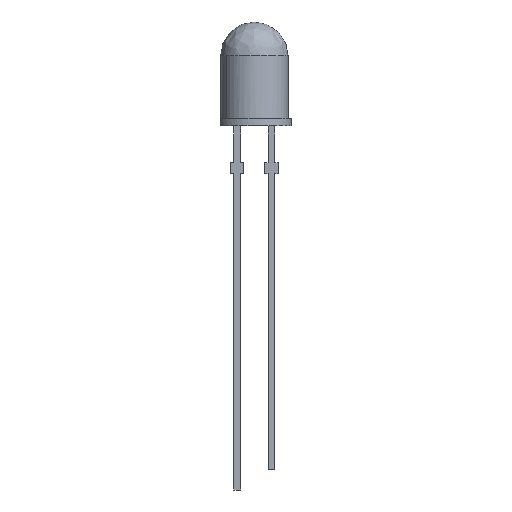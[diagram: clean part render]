
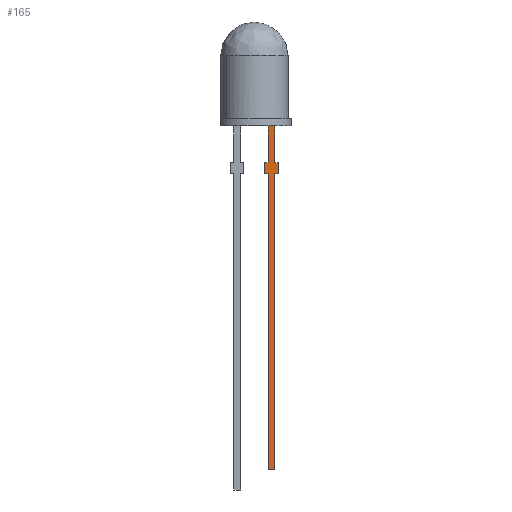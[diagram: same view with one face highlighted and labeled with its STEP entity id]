
A CAD part, left-side view. The second image highlights one B-rep face of the part: STEP entity #165.
In plain terms, the highlighted planar face has unit normal (-1, 0, 0).
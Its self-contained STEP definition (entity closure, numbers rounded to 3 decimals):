
#14 = CARTESIAN_POINT ( 'NONE',  ( -0.246, -1.77, -2.723 ) ) ;
#16 = LINE ( 'NONE', #135, #796 ) ;
#34 = VECTOR ( 'NONE', #1269, 1000. ) ;
#35 = CARTESIAN_POINT ( 'NONE',  ( -0.246, -1.52, -3.54 ) ) ;
#42 = VERTEX_POINT ( 'NONE', #35 ) ;
#86 = CARTESIAN_POINT ( 'NONE',  ( -0.246, -0.77, -3.54 ) ) ;
#87 = CARTESIAN_POINT ( 'NONE',  ( -0.246, -1.52, -25.5 ) ) ;
#116 = EDGE_CURVE ( 'NONE', #257, #1280, #16, .T. ) ;
#128 = CARTESIAN_POINT ( 'NONE',  ( -0.246, -0.77, -3.54 ) ) ;
#135 = CARTESIAN_POINT ( 'NONE',  ( -0.246, -1.02, -3.54 ) ) ;
#138 = DIRECTION ( 'NONE',  ( 0., 0., 1. ) ) ;
#152 = VECTOR ( 'NONE', #1279, 1000. ) ;
#165 = ADVANCED_FACE ( 'NONE', ( #424 ), #1132, .T. ) ;
#170 = VECTOR ( 'NONE', #966, 1000. ) ;
#177 = DIRECTION ( 'NONE',  ( 0., 1., 0. ) ) ;
#193 = DIRECTION ( 'NONE',  ( 0., 0., 1. ) ) ;
#201 = LINE ( 'NONE', #86, #611 ) ;
#218 = LINE ( 'NONE', #360, #1071 ) ;
#226 = LINE ( 'NONE', #684, #962 ) ;
#240 = ORIENTED_EDGE ( 'NONE', *, *, #116, .F. ) ;
#257 = VERTEX_POINT ( 'NONE', #480 ) ;
#275 = ORIENTED_EDGE ( 'NONE', *, *, #685, .F. ) ;
#301 = VERTEX_POINT ( 'NONE', #14 ) ;
#318 = EDGE_CURVE ( 'NONE', #42, #1421, #218, .T. ) ;
#329 = EDGE_CURVE ( 'NONE', #371, #1319, #795, .T. ) ;
#333 = ORIENTED_EDGE ( 'NONE', *, *, #909, .F. ) ;
#340 = DIRECTION ( 'NONE',  ( 0., 0., -1. ) ) ;
#360 = CARTESIAN_POINT ( 'NONE',  ( -0.246, -1.52, -3.54 ) ) ;
#367 = CARTESIAN_POINT ( 'NONE',  ( -0.246, -1.02, -3.54 ) ) ;
#368 = EDGE_CURVE ( 'NONE', #717, #748, #495, .T. ) ;
#371 = VERTEX_POINT ( 'NONE', #1087 ) ;
#374 = VECTOR ( 'NONE', #1166, 1000. ) ;
#377 = EDGE_CURVE ( 'NONE', #1319, #301, #516, .T. ) ;
#394 = AXIS2_PLACEMENT_3D ( 'NONE', #670, #1355, #193 ) ;
#395 = CARTESIAN_POINT ( 'NONE',  ( -0.246, -1.52, -2.723 ) ) ;
#406 = VERTEX_POINT ( 'NONE', #1080 ) ;
#415 = VECTOR ( 'NONE', #1478, 1000. ) ;
#423 = CARTESIAN_POINT ( 'NONE',  ( -0.246, -1.02, 2.445 ) ) ;
#424 = FACE_OUTER_BOUND ( 'NONE', #1057, .T. ) ;
#444 = VECTOR ( 'NONE', #1223, 1000. ) ;
#480 = CARTESIAN_POINT ( 'NONE',  ( -0.246, -1.02, -25.5 ) ) ;
#495 = LINE ( 'NONE', #606, #1095 ) ;
#516 = LINE ( 'NONE', #395, #170 ) ;
#529 = EDGE_CURVE ( 'NONE', #1280, #717, #201, .T. ) ;
#606 = CARTESIAN_POINT ( 'NONE',  ( -0.246, -0.77, -3.54 ) ) ;
#611 = VECTOR ( 'NONE', #177, 1000. ) ;
#612 = ORIENTED_EDGE ( 'NONE', *, *, #368, .F. ) ;
#626 = EDGE_CURVE ( 'NONE', #301, #406, #668, .T. ) ;
#668 = LINE ( 'NONE', #785, #1199 ) ;
#670 = CARTESIAN_POINT ( 'NONE',  ( -0.246, -1.3, -2.723 ) ) ;
#682 = LINE ( 'NONE', #1014, #34 ) ;
#684 = CARTESIAN_POINT ( 'NONE',  ( -0.246, -1.52, -25.5 ) ) ;
#685 = EDGE_CURVE ( 'NONE', #1421, #257, #226, .T. ) ;
#717 = VERTEX_POINT ( 'NONE', #128 ) ;
#735 = CARTESIAN_POINT ( 'NONE',  ( -0.246, -0.77, -2.723 ) ) ;
#748 = VERTEX_POINT ( 'NONE', #735 ) ;
#785 = CARTESIAN_POINT ( 'NONE',  ( -0.246, -1.77, -3.54 ) ) ;
#795 = LINE ( 'NONE', #1021, #415 ) ;
#796 = VECTOR ( 'NONE', #814, 1000. ) ;
#801 = LINE ( 'NONE', #1143, #152 ) ;
#811 = DIRECTION ( 'NONE',  ( 0., 0., -1. ) ) ;
#814 = DIRECTION ( 'NONE',  ( 0., 0., 1. ) ) ;
#860 = LINE ( 'NONE', #1213, #444 ) ;
#909 = EDGE_CURVE ( 'NONE', #748, #1278, #860, .T. ) ;
#962 = VECTOR ( 'NONE', #1491, 1000. ) ;
#966 = DIRECTION ( 'NONE',  ( 0., -1., 0. ) ) ;
#985 = EDGE_CURVE ( 'NONE', #371, #1352, #801, .T. ) ;
#992 = LINE ( 'NONE', #423, #374 ) ;
#1014 = CARTESIAN_POINT ( 'NONE',  ( -0.246, -1.52, -3.54 ) ) ;
#1021 = CARTESIAN_POINT ( 'NONE',  ( -0.246, -1.52, 2.445 ) ) ;
#1040 = EDGE_CURVE ( 'NONE', #406, #42, #682, .T. ) ;
#1043 = ORIENTED_EDGE ( 'NONE', *, *, #626, .F. ) ;
#1057 = EDGE_LOOP ( 'NONE', ( #1156, #1247, #1390, #1204, #333, #612, #1194, #240, #275, #1086, #1105, #1043 ) ) ;
#1071 = VECTOR ( 'NONE', #811, 1000. ) ;
#1080 = CARTESIAN_POINT ( 'NONE',  ( -0.246, -1.77, -3.54 ) ) ;
#1086 = ORIENTED_EDGE ( 'NONE', *, *, #318, .F. ) ;
#1087 = CARTESIAN_POINT ( 'NONE',  ( -0.246, -1.52, 0. ) ) ;
#1095 = VECTOR ( 'NONE', #138, 1000. ) ;
#1101 = CARTESIAN_POINT ( 'NONE',  ( -0.246, -1.02, 0. ) ) ;
#1105 = ORIENTED_EDGE ( 'NONE', *, *, #1040, .F. ) ;
#1132 = PLANE ( 'NONE',  #394 ) ;
#1143 = CARTESIAN_POINT ( 'NONE',  ( -0.246, -1.3, 0. ) ) ;
#1156 = ORIENTED_EDGE ( 'NONE', *, *, #377, .F. ) ;
#1166 = DIRECTION ( 'NONE',  ( 0., 0., 1. ) ) ;
#1194 = ORIENTED_EDGE ( 'NONE', *, *, #529, .F. ) ;
#1199 = VECTOR ( 'NONE', #340, 1000. ) ;
#1204 = ORIENTED_EDGE ( 'NONE', *, *, #1392, .F. ) ;
#1213 = CARTESIAN_POINT ( 'NONE',  ( -0.246, -0.77, -2.723 ) ) ;
#1223 = DIRECTION ( 'NONE',  ( 0., -1., 0. ) ) ;
#1247 = ORIENTED_EDGE ( 'NONE', *, *, #329, .F. ) ;
#1269 = DIRECTION ( 'NONE',  ( 0., 1., 0. ) ) ;
#1278 = VERTEX_POINT ( 'NONE', #1401 ) ;
#1279 = DIRECTION ( 'NONE',  ( 0., 1., 0. ) ) ;
#1280 = VERTEX_POINT ( 'NONE', #367 ) ;
#1319 = VERTEX_POINT ( 'NONE', #1340 ) ;
#1340 = CARTESIAN_POINT ( 'NONE',  ( -0.246, -1.52, -2.723 ) ) ;
#1352 = VERTEX_POINT ( 'NONE', #1101 ) ;
#1355 = DIRECTION ( 'NONE',  ( -1., 0., 0. ) ) ;
#1390 = ORIENTED_EDGE ( 'NONE', *, *, #985, .T. ) ;
#1392 = EDGE_CURVE ( 'NONE', #1278, #1352, #992, .T. ) ;
#1401 = CARTESIAN_POINT ( 'NONE',  ( -0.246, -1.02, -2.723 ) ) ;
#1421 = VERTEX_POINT ( 'NONE', #87 ) ;
#1478 = DIRECTION ( 'NONE',  ( 0., 0., -1. ) ) ;
#1491 = DIRECTION ( 'NONE',  ( 0., 1., 0. ) ) ;
